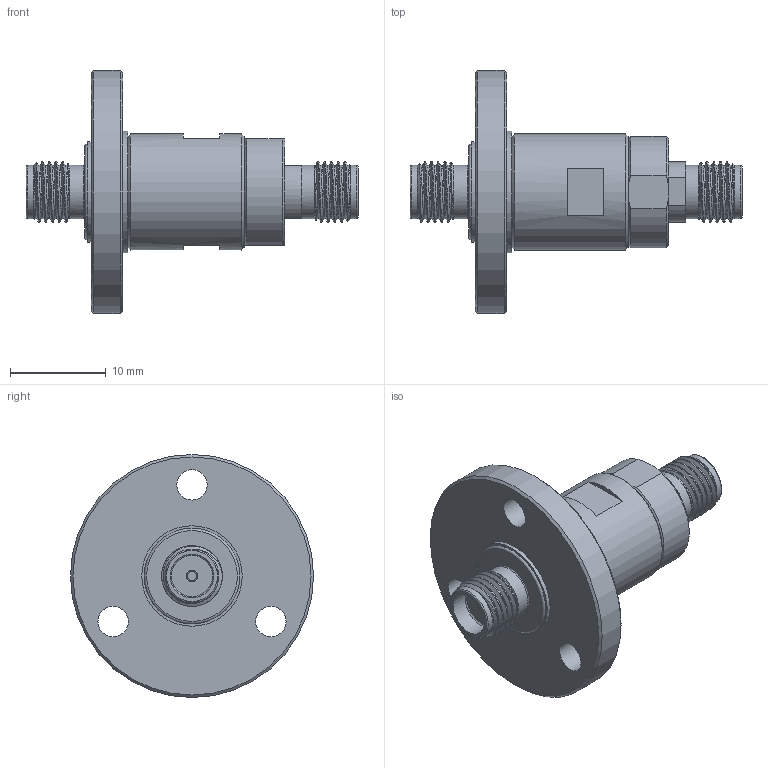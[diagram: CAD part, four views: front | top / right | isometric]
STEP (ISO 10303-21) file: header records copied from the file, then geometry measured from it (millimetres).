
FILE_DESCRIPTION (( 'STEP AP203' ), '1' );
FILE_NAME ('PE1406_3D.step', '2021-08-04T15:42:01', ( '' ), ( '' ), 'SwSTEP 2.0', 'SolidWorks 2021', '' );
FILE_SCHEMA (( 'CONFIG_CONTROL_DESIGN' ));
Length unit declared in the file: inch
Products named in the file (1): PE1406_3D
Bounding box: 34.7 x 25.4 x 25.4 mm (x, y, z)
Volume: 3854.4 mm3; surface area: 2399.5 mm2
Topology: 1 solids, 1 shells, 90 faces, 210 edges, 135 vertices
Faces by surface type: plane 42, cylinder 24, cone 14, bspline 6, torus 4
Full cylindrical faces by diameter (mm): 0.919 x2, 1.194 x2, 3.175 x3, 4.572 x2, 5.582 x4, 6.561 x1, 10.511 x1, 12.158 x1, 12.7 x1, 25.4 x1
Entity records: 4645 total; most frequent: CARTESIAN_POINT 2727, DIRECTION 380, ORIENTED_EDGE 336, EDGE_CURVE 168, AXIS2_PLACEMENT_3D 161, EDGE_LOOP 138, VERTEX_POINT 122, FACE_OUTER_BOUND 112
